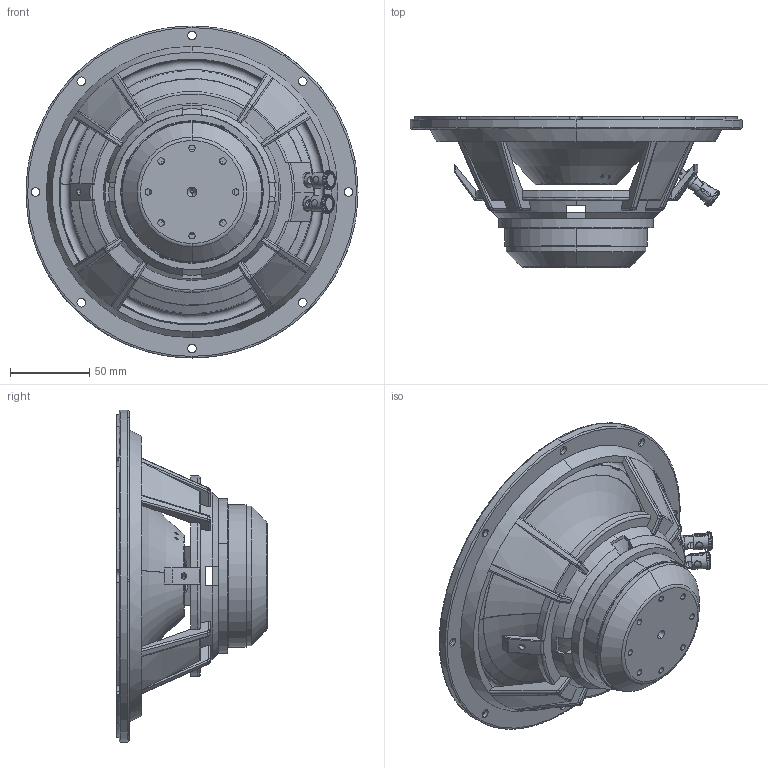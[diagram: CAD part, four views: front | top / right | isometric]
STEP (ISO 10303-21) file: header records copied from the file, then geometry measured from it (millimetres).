
FILE_DESCRIPTION (( 'STEP AP203' ), '1' );
FILE_NAME ('157-8NPM.STEP', '2023-04-13T01:47:30', ( '微软用户' ), ( '微软中国' ), 'SwSTEP 2.0', 'SolidWorks 2020', '' );
FILE_SCHEMA (( 'CONFIG_CONTROL_DESIGN' ));
Length unit declared in the file: millimetre
Products named in the file (1): 157-8NPM
Bounding box: 209.5 x 95.17 x 209.5 mm (x, y, z)
Surface area: 172836.3 mm2 (no closed solid volume)
Topology: 0 solids, 22 shells, 436 faces, 1321 edges, 889 vertices
Faces by surface type: cylinder 171, plane 115, bspline 87, cone 39, torus 22, sphere 2
Entity records: 22287 total; most frequent: CARTESIAN_POINT 10919, ORIENTED_EDGE 2287, DIRECTION 2273, EDGE_CURVE 1320, AXIS2_PLACEMENT_3D 906, VERTEX_POINT 889, CIRCLE 556, EDGE_LOOP 531
